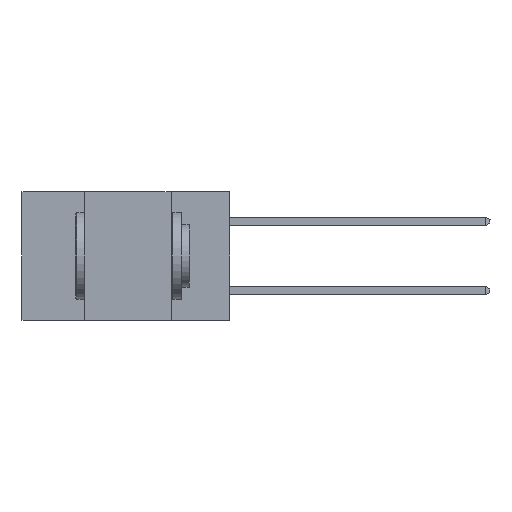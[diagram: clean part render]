
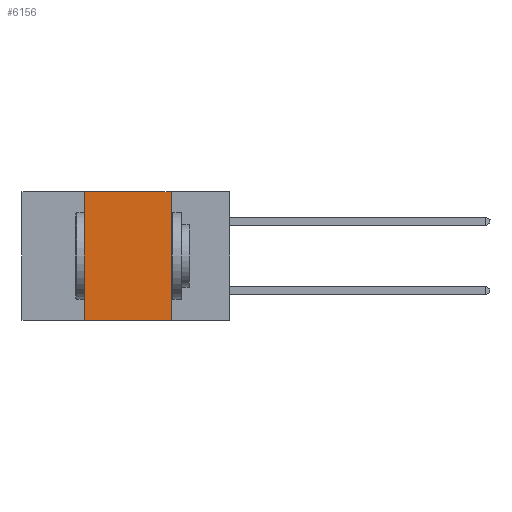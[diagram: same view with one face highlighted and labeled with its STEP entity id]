
A CAD part, left-side view. The second image highlights one B-rep face of the part: STEP entity #6156.
In plain terms, the highlighted planar face has unit normal (-1, 0, 0).
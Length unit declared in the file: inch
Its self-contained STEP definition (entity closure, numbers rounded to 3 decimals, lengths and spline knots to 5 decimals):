
#249 = DIRECTION ( 'NONE',  ( 0., 0., -1. ) ) ;
#282 = VECTOR ( 'NONE', #249, 39.37008 ) ;
#686 = CARTESIAN_POINT ( 'NONE',  ( 0., 0.6, -0.37 ) ) ;
#764 = VECTOR ( 'NONE', #3147, 39.37008 ) ;
#1088 = EDGE_CURVE ( 'NONE', #2229, #6565, #9412, .T. ) ;
#1298 = CARTESIAN_POINT ( 'NONE',  ( 0., 0.17, -0.37 ) ) ;
#1742 = CARTESIAN_POINT ( 'NONE',  ( 0., 0.42, 0. ) ) ;
#1885 = ORIENTED_EDGE ( 'NONE', *, *, #9172, .T. ) ;
#2229 = VERTEX_POINT ( 'NONE', #6854 ) ;
#2298 = DIRECTION ( 'NONE',  ( 0., 0., -1. ) ) ;
#2920 = VECTOR ( 'NONE', #7563, 39.37008 ) ;
#3147 = DIRECTION ( 'NONE',  ( 0., -1., 0. ) ) ;
#3597 = VERTEX_POINT ( 'NONE', #7682 ) ;
#3834 = LINE ( 'NONE', #7666, #2920 ) ;
#4055 = ORIENTED_EDGE ( 'NONE', *, *, #5542, .F. ) ;
#4519 = EDGE_CURVE ( 'NONE', #3597, #6311, #6482, .T. ) ;
#4825 = DIRECTION ( 'NONE',  ( 1., 0., 0. ) ) ;
#5019 = DIRECTION ( 'NONE',  ( 0., 0., 1. ) ) ;
#5410 = FACE_OUTER_BOUND ( 'NONE', #5415, .T. ) ;
#5415 = EDGE_LOOP ( 'NONE', ( #5802, #4055, #7651, #1885 ) ) ;
#5542 = EDGE_CURVE ( 'NONE', #6311, #2229, #3834, .T. ) ;
#5802 = ORIENTED_EDGE ( 'NONE', *, *, #1088, .F. ) ;
#6156 = ADVANCED_FACE ( 'NONE', ( #5410 ), #10714, .F. ) ;
#6311 = VERTEX_POINT ( 'NONE', #7451 ) ;
#6381 = LINE ( 'NONE', #686, #764 ) ;
#6482 = LINE ( 'NONE', #1742, #10636 ) ;
#6565 = VERTEX_POINT ( 'NONE', #1298 ) ;
#6854 = CARTESIAN_POINT ( 'NONE',  ( 0., 0.17, 0. ) ) ;
#7451 = CARTESIAN_POINT ( 'NONE',  ( 0., 0.42, 0. ) ) ;
#7563 = DIRECTION ( 'NONE',  ( 0., -1., 0. ) ) ;
#7651 = ORIENTED_EDGE ( 'NONE', *, *, #4519, .F. ) ;
#7666 = CARTESIAN_POINT ( 'NONE',  ( 0., 0.6, 0. ) ) ;
#7682 = CARTESIAN_POINT ( 'NONE',  ( 0., 0.42, -0.37 ) ) ;
#8507 = CARTESIAN_POINT ( 'NONE',  ( 0., 0.17, 0. ) ) ;
#9172 = EDGE_CURVE ( 'NONE', #3597, #6565, #6381, .T. ) ;
#9412 = LINE ( 'NONE', #8507, #282 ) ;
#9753 = CARTESIAN_POINT ( 'NONE',  ( 0., 0.6, 0. ) ) ;
#10222 = AXIS2_PLACEMENT_3D ( 'NONE', #9753, #4825, #2298 ) ;
#10636 = VECTOR ( 'NONE', #5019, 39.37008 ) ;
#10714 = PLANE ( 'NONE',  #10222 ) ;
